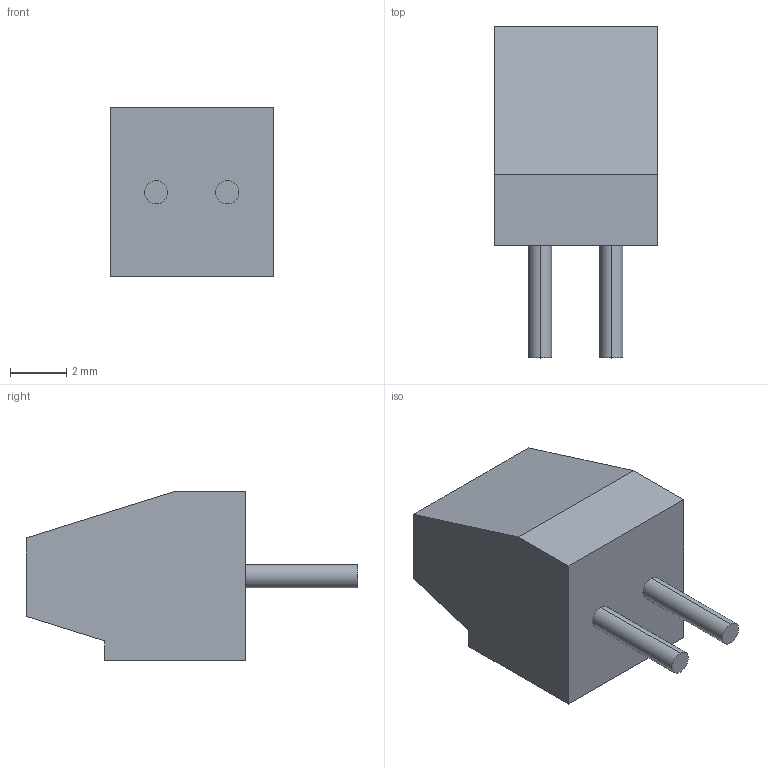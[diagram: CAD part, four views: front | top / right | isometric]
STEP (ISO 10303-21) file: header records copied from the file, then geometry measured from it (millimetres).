
FILE_DESCRIPTION (( 'STEP AP214' ), '1' );
FILE_NAME ('User Library-DG308-2.STEP', '2019-01-01T13:55:39', ( '' ), ( '' ), 'SwSTEP 2.0', 'SolidWorks 2018', '' );
FILE_SCHEMA (( 'AUTOMOTIVE_DESIGN' ));
Length unit declared in the file: millimetre
Products named in the file (1): User Library-DG308-2
Bounding box: 5.8 x 11.83 x 6.02 mm (x, y, z)
Volume: 190.1 mm3; surface area: 326.1 mm2
Topology: 1 solids, 1 shells, 39 faces, 85 edges, 54 vertices
Faces by surface type: plane 31, cylinder 8
Entity records: 1173 total; most frequent: DIRECTION 181, CARTESIAN_POINT 179, ORIENTED_EDGE 170, EDGE_CURVE 85, VECTOR 69, LINE 69, AXIS2_PLACEMENT_3D 56, VERTEX_POINT 54
